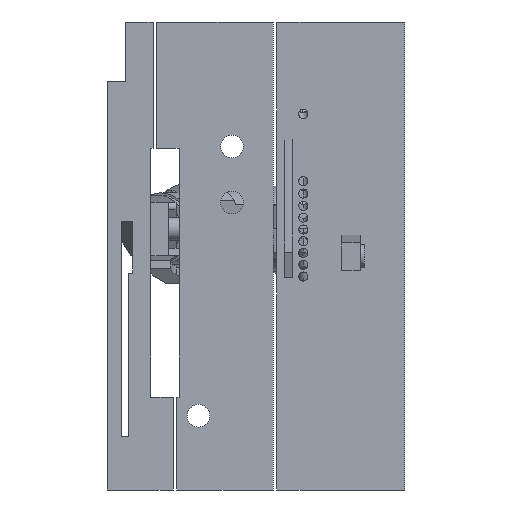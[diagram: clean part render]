
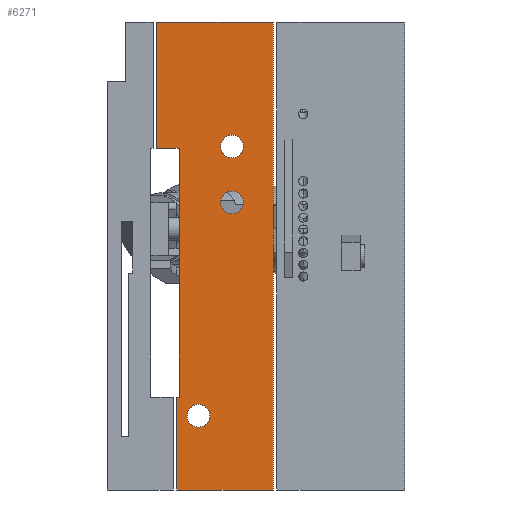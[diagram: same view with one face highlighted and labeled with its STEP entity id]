
A CAD part, front view. The second image highlights one B-rep face of the part: STEP entity #6271.
In plain terms, the highlighted planar face has unit normal (0, -1, 0).
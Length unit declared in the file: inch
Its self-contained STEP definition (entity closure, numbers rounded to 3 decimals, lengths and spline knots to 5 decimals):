
#5552=CARTESIAN_POINT('',(-91.2,-3.,-65.7));
#5553=DIRECTION('',(0.,1.,0.));
#5554=DIRECTION('',(1.,0.,0.));
#5555=AXIS2_PLACEMENT_3D('',#5552,#5553,#5554);
#5557=CARTESIAN_POINT('',(-91.2,-3.,-65.7));
#5558=DIRECTION('',(0.,1.,0.));
#5559=DIRECTION('',(-1.,0.,0.));
#5560=AXIS2_PLACEMENT_3D('',#5557,#5558,#5559);
#5562=CARTESIAN_POINT('',(-91.2,-3.,-95.2));
#5563=DIRECTION('',(0.,1.,0.));
#5564=DIRECTION('',(1.,0.,0.));
#5565=AXIS2_PLACEMENT_3D('',#5562,#5563,#5564);
#5567=CARTESIAN_POINT('',(-91.2,-3.,-95.2));
#5568=DIRECTION('',(0.,1.,0.));
#5569=DIRECTION('',(-1.,0.,0.));
#5570=AXIS2_PLACEMENT_3D('',#5567,#5568,#5569);
#5572=CARTESIAN_POINT('',(-108.9,-3.,-207.8));
#5573=DIRECTION('',(0.,1.,0.));
#5574=DIRECTION('',(1.,0.,0.));
#5575=AXIS2_PLACEMENT_3D('',#5572,#5573,#5574);
#5577=CARTESIAN_POINT('',(-108.9,-3.,-207.8));
#5578=DIRECTION('',(0.,1.,0.));
#5579=DIRECTION('',(-1.,0.,0.));
#5580=AXIS2_PLACEMENT_3D('',#5577,#5578,#5579);
#5582=DIRECTION('',(0.,0.,-1.));
#5583=VECTOR('',#5582,66.6);
#5584=CARTESIAN_POINT('',(-131.,-3.,0.));
#5585=LINE('',#5584,#5583);
#5586=DIRECTION('',(1.,0.,0.));
#5587=VECTOR('',#5586,61.7);
#5588=CARTESIAN_POINT('',(-131.,-3.,0.));
#5589=LINE('',#5588,#5587);
#5590=DIRECTION('',(0.,0.,-1.));
#5591=VECTOR('',#5590,247.);
#5592=CARTESIAN_POINT('',(-69.3,-3.,0.));
#5593=LINE('',#5592,#5591);
#5594=DIRECTION('',(-1.,0.,0.));
#5595=VECTOR('',#5594,51.1);
#5596=CARTESIAN_POINT('',(-69.3,-3.,-247.));
#5597=LINE('',#5596,#5595);
#5598=DIRECTION('',(0.,0.,1.));
#5599=VECTOR('',#5598,49.);
#5600=CARTESIAN_POINT('',(-120.4,-3.,-247.));
#5601=LINE('',#5600,#5599);
#5602=DIRECTION('',(-1.,0.,0.));
#5603=VECTOR('',#5602,1.3);
#5604=CARTESIAN_POINT('',(-119.1,-3.,-198.));
#5605=LINE('',#5604,#5603);
#5606=DIRECTION('',(0.,0.,-1.));
#5607=VECTOR('',#5606,131.4);
#5608=CARTESIAN_POINT('',(-119.1,-3.,-66.6));
#5609=LINE('',#5608,#5607);
#5610=DIRECTION('',(1.,0.,0.));
#5611=VECTOR('',#5610,11.9);
#5612=CARTESIAN_POINT('',(-131.,-3.,-66.6));
#5613=LINE('',#5612,#5611);
#5895=CARTESIAN_POINT('',(-69.3,-3.,0.));
#5896=CARTESIAN_POINT('',(-69.3,-3.,-247.));
#5897=VERTEX_POINT('',#5895);
#5898=VERTEX_POINT('',#5896);
#5927=CARTESIAN_POINT('',(-85.2,-3.,-65.7));
#5928=CARTESIAN_POINT('',(-97.2,-3.,-65.7));
#5929=VERTEX_POINT('',#5927);
#5930=VERTEX_POINT('',#5928);
#5931=CARTESIAN_POINT('',(-85.2,-3.,-95.2));
#5932=CARTESIAN_POINT('',(-97.2,-3.,-95.2));
#5933=VERTEX_POINT('',#5931);
#5934=VERTEX_POINT('',#5932);
#5963=CARTESIAN_POINT('',(-119.1,-3.,-66.6));
#5964=VERTEX_POINT('',#5963);
#5965=CARTESIAN_POINT('',(-119.1,-3.,-198.));
#5966=VERTEX_POINT('',#5965);
#5983=CARTESIAN_POINT('',(-102.9,-3.,-207.8));
#5984=CARTESIAN_POINT('',(-114.9,-3.,-207.8));
#5985=VERTEX_POINT('',#5983);
#5986=VERTEX_POINT('',#5984);
#6003=CARTESIAN_POINT('',(-120.4,-3.,-247.));
#6004=CARTESIAN_POINT('',(-120.4,-3.,-198.));
#6005=VERTEX_POINT('',#6003);
#6006=VERTEX_POINT('',#6004);
#6011=CARTESIAN_POINT('',(-131.,-3.,0.));
#6012=CARTESIAN_POINT('',(-131.,-3.,-66.6));
#6013=VERTEX_POINT('',#6011);
#6014=VERTEX_POINT('',#6012);
#6231=CARTESIAN_POINT('',(0.,-3.,0.));
#6232=DIRECTION('',(0.,1.,0.));
#6233=DIRECTION('',(1.,0.,0.));
#6234=AXIS2_PLACEMENT_3D('',#6231,#6232,#6233);
#6235=PLANE('',#6234);
#6237=ORIENTED_EDGE('',*,*,#6236,.F.);
#6239=ORIENTED_EDGE('',*,*,#6238,.T.);
#6241=ORIENTED_EDGE('',*,*,#6240,.T.);
#6243=ORIENTED_EDGE('',*,*,#6242,.T.);
#6245=ORIENTED_EDGE('',*,*,#6244,.T.);
#6247=ORIENTED_EDGE('',*,*,#6246,.F.);
#6249=ORIENTED_EDGE('',*,*,#6248,.F.);
#6251=ORIENTED_EDGE('',*,*,#6250,.F.);
#6252=EDGE_LOOP('',(#6237,#6239,#6241,#6243,#6245,#6247,#6249,#6251));
#6253=FACE_OUTER_BOUND('',#6252,.F.);
#6255=ORIENTED_EDGE('',*,*,#6254,.F.);
#6257=ORIENTED_EDGE('',*,*,#6256,.F.);
#6258=EDGE_LOOP('',(#6255,#6257));
#6259=FACE_BOUND('',#6258,.F.);
#6261=ORIENTED_EDGE('',*,*,#6260,.F.);
#6263=ORIENTED_EDGE('',*,*,#6262,.F.);
#6264=EDGE_LOOP('',(#6261,#6263));
#6265=FACE_BOUND('',#6264,.F.);
#6266=ORIENTED_EDGE('',*,*,#6221,.F.);
#6268=ORIENTED_EDGE('',*,*,#6267,.F.);
#6269=EDGE_LOOP('',(#6266,#6268));
#6270=FACE_BOUND('',#6269,.F.);
#6271=ADVANCED_FACE('',(#6253,#6259,#6265,#6270),#6235,.F.);
#5556=CIRCLE('',#5555,6.);
#5561=CIRCLE('',#5560,6.);
#5566=CIRCLE('',#5565,6.);
#5571=CIRCLE('',#5570,6.);
#5576=CIRCLE('',#5575,6.);
#5581=CIRCLE('',#5580,6.);
#6221=EDGE_CURVE('',#5929,#5930,#5556,.T.);
#6236=EDGE_CURVE('',#6013,#6014,#5585,.T.);
#6238=EDGE_CURVE('',#6013,#5897,#5589,.T.);
#6240=EDGE_CURVE('',#5897,#5898,#5593,.T.);
#6242=EDGE_CURVE('',#5898,#6005,#5597,.T.);
#6244=EDGE_CURVE('',#6005,#6006,#5601,.T.);
#6246=EDGE_CURVE('',#5966,#6006,#5605,.T.);
#6248=EDGE_CURVE('',#5964,#5966,#5609,.T.);
#6250=EDGE_CURVE('',#6014,#5964,#5613,.T.);
#6254=EDGE_CURVE('',#5933,#5934,#5566,.T.);
#6256=EDGE_CURVE('',#5934,#5933,#5571,.T.);
#6260=EDGE_CURVE('',#5985,#5986,#5576,.T.);
#6262=EDGE_CURVE('',#5986,#5985,#5581,.T.);
#6267=EDGE_CURVE('',#5930,#5929,#5561,.T.);
